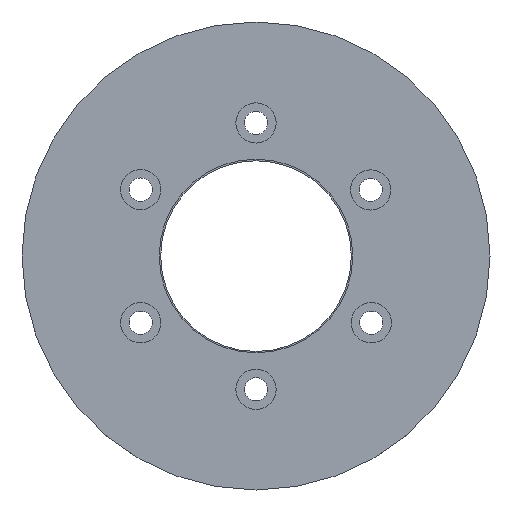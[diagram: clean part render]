
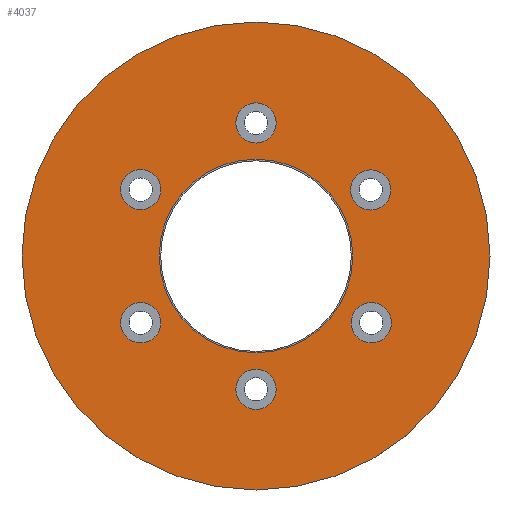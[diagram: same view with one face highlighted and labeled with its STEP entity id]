
A CAD part, front view. The second image highlights one B-rep face of the part: STEP entity #4037.
In plain terms, the highlighted face is planar.
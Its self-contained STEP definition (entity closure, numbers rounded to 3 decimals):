
#55=FACE_BOUND('',#482,.T.);
#56=FACE_BOUND('',#483,.T.);
#57=FACE_BOUND('',#484,.T.);
#58=FACE_BOUND('',#485,.T.);
#59=FACE_BOUND('',#486,.T.);
#60=FACE_BOUND('',#487,.T.);
#61=FACE_BOUND('',#488,.T.);
#91=PLANE('',#4427);
#262=FACE_OUTER_BOUND('',#481,.T.);
#481=EDGE_LOOP('',(#2943,#2944));
#482=EDGE_LOOP('',(#2945));
#483=EDGE_LOOP('',(#2946));
#484=EDGE_LOOP('',(#2947));
#485=EDGE_LOOP('',(#2948));
#486=EDGE_LOOP('',(#2949));
#487=EDGE_LOOP('',(#2950));
#488=EDGE_LOOP('',(#2951));
#1369=CIRCLE('',#4203,2.6);
#1373=CIRCLE('',#4209,2.6);
#1377=CIRCLE('',#4215,2.6);
#1381=CIRCLE('',#4221,2.6);
#1385=CIRCLE('',#4227,2.6);
#1389=CIRCLE('',#4233,2.6);
#1433=CIRCLE('',#4302,12.5);
#1447=CIRCLE('',#4320,30.23);
#1448=CIRCLE('',#4321,30.23);
#1610=VERTEX_POINT('',#5940);
#1614=VERTEX_POINT('',#5951);
#1618=VERTEX_POINT('',#5962);
#1622=VERTEX_POINT('',#5973);
#1626=VERTEX_POINT('',#5984);
#1630=VERTEX_POINT('',#5995);
#1708=VERTEX_POINT('',#6183);
#1720=VERTEX_POINT('',#6215);
#1721=VERTEX_POINT('',#6217);
#2022=EDGE_CURVE('',#1610,#1610,#1369,.T.);
#2027=EDGE_CURVE('',#1614,#1614,#1373,.T.);
#2032=EDGE_CURVE('',#1618,#1618,#1377,.T.);
#2037=EDGE_CURVE('',#1622,#1622,#1381,.T.);
#2042=EDGE_CURVE('',#1626,#1626,#1385,.T.);
#2047=EDGE_CURVE('',#1630,#1630,#1389,.T.);
#2132=EDGE_CURVE('',#1708,#1708,#1433,.F.);
#2149=EDGE_CURVE('',#1720,#1721,#1447,.T.);
#2150=EDGE_CURVE('',#1721,#1720,#1448,.T.);
#2943=ORIENTED_EDGE('',*,*,#2150,.F.);
#2944=ORIENTED_EDGE('',*,*,#2149,.F.);
#2945=ORIENTED_EDGE('',*,*,#2022,.T.);
#2946=ORIENTED_EDGE('',*,*,#2027,.T.);
#2947=ORIENTED_EDGE('',*,*,#2032,.T.);
#2948=ORIENTED_EDGE('',*,*,#2037,.T.);
#2949=ORIENTED_EDGE('',*,*,#2042,.T.);
#2950=ORIENTED_EDGE('',*,*,#2047,.T.);
#2951=ORIENTED_EDGE('',*,*,#2132,.T.);
#4037=ADVANCED_FACE('',(#262,#55,#56,#57,#58,#59,#60,#61),#91,.F.);
#4203=AXIS2_PLACEMENT_3D('',#5941,#4665,#4666);
#4209=AXIS2_PLACEMENT_3D('',#5952,#4678,#4679);
#4215=AXIS2_PLACEMENT_3D('',#5963,#4691,#4692);
#4221=AXIS2_PLACEMENT_3D('',#5974,#4704,#4705);
#4227=AXIS2_PLACEMENT_3D('',#5985,#4717,#4718);
#4233=AXIS2_PLACEMENT_3D('',#5996,#4730,#4731);
#4302=AXIS2_PLACEMENT_3D('',#6184,#4909,#4910);
#4320=AXIS2_PLACEMENT_3D('',#6218,#4948,#4949);
#4321=AXIS2_PLACEMENT_3D('',#6219,#4950,#4951);
#4427=AXIS2_PLACEMENT_3D('',#6535,#5232,#5233);
#4665=DIRECTION('center_axis',(0.,0.,1.));
#4666=DIRECTION('ref_axis',(1.,0.,0.));
#4678=DIRECTION('center_axis',(0.,0.,1.));
#4679=DIRECTION('ref_axis',(1.,0.,0.));
#4691=DIRECTION('center_axis',(0.,0.,1.));
#4692=DIRECTION('ref_axis',(1.,0.,0.));
#4704=DIRECTION('center_axis',(0.,0.,1.));
#4705=DIRECTION('ref_axis',(1.,0.,0.));
#4717=DIRECTION('center_axis',(0.,0.,1.));
#4718=DIRECTION('ref_axis',(1.,0.,0.));
#4730=DIRECTION('center_axis',(0.,0.,1.));
#4731=DIRECTION('ref_axis',(1.,0.,0.));
#4909=DIRECTION('center_axis',(0.,0.,-1.));
#4910=DIRECTION('ref_axis',(1.,0.,0.));
#4948=DIRECTION('center_axis',(0.,0.,1.));
#4949=DIRECTION('ref_axis',(1.,0.,0.));
#4950=DIRECTION('center_axis',(0.,0.,1.));
#4951=DIRECTION('ref_axis',(1.,0.,0.));
#5232=DIRECTION('center_axis',(0.,0.,1.));
#5233=DIRECTION('ref_axis',(1.,0.,0.));
#5940=CARTESIAN_POINT('',(12.303,6.126,-17.02));
#5941=CARTESIAN_POINT('Origin',(14.903,6.126,-17.02));
#5951=CARTESIAN_POINT('',(-17.503,-11.082,-17.02));
#5952=CARTESIAN_POINT('Origin',(-14.903,-11.082,-17.02));
#5962=CARTESIAN_POINT('',(-2.6,14.731,-17.02));
#5963=CARTESIAN_POINT('Origin',(0.,14.731,-17.02));
#5973=CARTESIAN_POINT('',(12.22,-11.034,-17.02));
#5974=CARTESIAN_POINT('Origin',(14.82,-11.034,-17.02));
#5984=CARTESIAN_POINT('',(-2.6,-19.686,-17.02));
#5985=CARTESIAN_POINT('Origin',(0.,-19.686,
-17.02));
#5995=CARTESIAN_POINT('',(-17.503,6.126,-17.02));
#5996=CARTESIAN_POINT('Origin',(-14.903,6.126,-17.02));
#6183=CARTESIAN_POINT('',(-12.5,-2.5,-17.02));
#6184=CARTESIAN_POINT('Origin',(0.,-2.5,-17.02));
#6215=CARTESIAN_POINT('',(-30.23,-2.5,-17.02));
#6217=CARTESIAN_POINT('',(30.23,-2.5,-17.02));
#6218=CARTESIAN_POINT('Origin',(0.,-2.5,-17.02));
#6219=CARTESIAN_POINT('Origin',(0.,-2.5,-17.02));
#6535=CARTESIAN_POINT('Origin',(0.,-32.73,-17.02));
